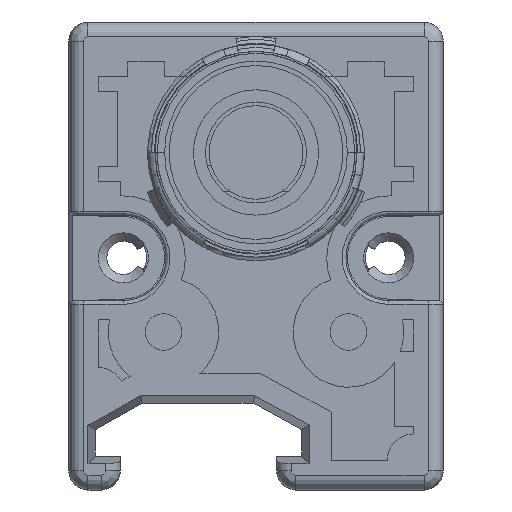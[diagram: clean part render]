
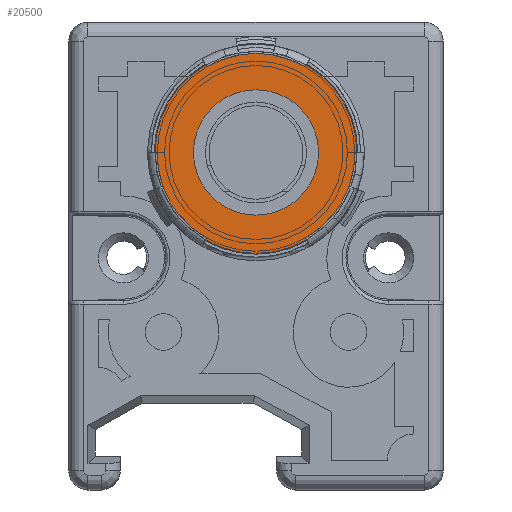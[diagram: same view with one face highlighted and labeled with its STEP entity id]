
A CAD part, front view. The second image highlights one B-rep face of the part: STEP entity #20500.
In plain terms, the highlighted planar face has unit normal (0, -1, 0).
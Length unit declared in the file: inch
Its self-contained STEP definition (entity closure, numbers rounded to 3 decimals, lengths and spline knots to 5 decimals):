
#5990=CARTESIAN_POINT('',(0.,-0.98425,0.90157));
#5991=DIRECTION('',(0.,-1.,0.));
#5992=DIRECTION('',(0.5,0.,-0.866));
#5993=AXIS2_PLACEMENT_3D('',#5990,#5991,#5992);
#6028=DIRECTION('',(-1.,0.,0.001));
#6029=VECTOR('',#6028,0.00492);
#6030=CARTESIAN_POINT('',(-0.26476,-0.98425,
0.90172));
#6031=LINE('',#6030,#6029);
#6032=CARTESIAN_POINT('',(0.,-0.98425,0.90157));
#6033=DIRECTION('',(0.,-1.,0.));
#6034=DIRECTION('',(-0.5,0.,0.866));
#6035=AXIS2_PLACEMENT_3D('',#6032,#6033,#6034);
#6037=DIRECTION('',(-0.501,0.,0.866));
#6038=VECTOR('',#6037,0.00492);
#6039=CARTESIAN_POINT('',(-0.13238,-0.98425,
1.13087));
#6040=LINE('',#6039,#6038);
#6041=DIRECTION('',(0.499,0.,0.866));
#6042=VECTOR('',#6041,0.00492);
#6043=CARTESIAN_POINT('',(0.13238,-0.98425,
1.13087));
#6044=LINE('',#6043,#6042);
#6045=CARTESIAN_POINT('',(0.,-0.98425,0.90157));
#6046=DIRECTION('',(0.,-1.,0.));
#6047=DIRECTION('',(1.,0.,0.));
#6048=AXIS2_PLACEMENT_3D('',#6045,#6046,#6047);
#6050=DIRECTION('',(1.,0.,0.));
#6051=VECTOR('',#6050,0.00492);
#6052=CARTESIAN_POINT('',(0.26476,-0.98425,
0.90157));
#6053=LINE('',#6052,#6051);
#6054=DIRECTION('',(0.501,0.,-0.866));
#6055=VECTOR('',#6054,0.00492);
#6056=CARTESIAN_POINT('',(0.13238,-0.98425,
0.67228));
#6057=LINE('',#6056,#6055);
#6058=CARTESIAN_POINT('',(0.,-0.98425,0.90157));
#6059=DIRECTION('',(0.,-1.,0.));
#6060=DIRECTION('',(-0.5,0.,-0.866));
#6061=AXIS2_PLACEMENT_3D('',#6058,#6059,#6060);
#6063=DIRECTION('',(-0.501,0.,-0.866));
#6064=VECTOR('',#6063,0.00492);
#6065=CARTESIAN_POINT('',(-0.13238,-0.98425,
0.67228));
#6066=LINE('',#6065,#6064);
#6067=CARTESIAN_POINT('',(0.,-0.98425,0.90157));
#6068=DIRECTION('',(0.,-1.,0.));
#6069=DIRECTION('',(-0.866,0.,0.5));
#6070=AXIS2_PLACEMENT_3D('',#6067,#6068,#6069);
#6072=CARTESIAN_POINT('',(0.,-0.98425,0.90157));
#6073=DIRECTION('',(0.,-1.,0.));
#6074=DIRECTION('',(0.866,0.,-0.5));
#6075=AXIS2_PLACEMENT_3D('',#6072,#6073,#6074);
#6077=CARTESIAN_POINT('',(0.,-0.98425,0.90157));
#6078=DIRECTION('',(0.,-1.,0.));
#6079=DIRECTION('',(-1.,0.,0.001));
#6080=AXIS2_PLACEMENT_3D('',#6077,#6078,#6079);
#7418=CARTESIAN_POINT('',(0.,-0.98425,0.90157));
#7419=DIRECTION('',(0.,-1.,0.));
#7420=DIRECTION('',(0.5,0.,0.866));
#7421=AXIS2_PLACEMENT_3D('',#7418,#7419,#7420);
#12051=CARTESIAN_POINT('',(0.13484,-0.98425,
1.13513));
#12053=VERTEX_POINT('',#12051);
#12055=CARTESIAN_POINT('',(0.13238,-0.98425,
0.67228));
#12056=CARTESIAN_POINT('',(0.13484,-0.98425,
0.66802));
#12057=VERTEX_POINT('',#12055);
#12058=VERTEX_POINT('',#12056);
#12063=CARTESIAN_POINT('',(0.26476,-0.98425,
0.90157));
#12064=CARTESIAN_POINT('',(0.26968,-0.98425,
0.90157));
#12065=VERTEX_POINT('',#12063);
#12066=VERTEX_POINT('',#12064);
#12079=CARTESIAN_POINT('',(-0.13484,-0.98425,
0.66802));
#12080=VERTEX_POINT('',#12079);
#12091=CARTESIAN_POINT('',(0.13238,-0.98425,
1.13087));
#12092=VERTEX_POINT('',#12091);
#12095=CARTESIAN_POINT('',(-0.13238,-0.98425,
1.13087));
#12096=CARTESIAN_POINT('',(-0.13484,-0.98425,
1.13513));
#12097=VERTEX_POINT('',#12095);
#12098=VERTEX_POINT('',#12096);
#12127=CARTESIAN_POINT('',(-0.14491,-0.98425,
0.98524));
#12128=CARTESIAN_POINT('',(0.14491,-0.98425,
0.81791));
#12129=VERTEX_POINT('',#12127);
#12130=VERTEX_POINT('',#12128);
#12143=CARTESIAN_POINT('',(-0.26476,-0.98425,
0.90172));
#12144=CARTESIAN_POINT('',(-0.26968,-0.98425,
0.90172));
#12145=VERTEX_POINT('',#12143);
#12146=VERTEX_POINT('',#12144);
#12151=CARTESIAN_POINT('',(-0.13238,-0.98425,
0.67228));
#12152=VERTEX_POINT('',#12151);
#20465=CARTESIAN_POINT('',(0.,-0.98425,0.90157));
#20466=DIRECTION('',(0.,-1.,0.));
#20467=DIRECTION('',(-0.5,0.,-0.866));
#20468=AXIS2_PLACEMENT_3D('',#20465,#20466,#20467);
#20469=PLANE('',#20468);
#20471=ORIENTED_EDGE('',*,*,#20470,.F.);
#20473=ORIENTED_EDGE('',*,*,#20472,.T.);
#20475=ORIENTED_EDGE('',*,*,#20474,.F.);
#20477=ORIENTED_EDGE('',*,*,#20476,.F.);
#20479=ORIENTED_EDGE('',*,*,#20478,.F.);
#20481=ORIENTED_EDGE('',*,*,#20480,.T.);
#20483=ORIENTED_EDGE('',*,*,#20482,.F.);
#20485=ORIENTED_EDGE('',*,*,#20484,.F.);
#20486=ORIENTED_EDGE('',*,*,#20395,.F.);
#20487=ORIENTED_EDGE('',*,*,#20455,.T.);
#20489=ORIENTED_EDGE('',*,*,#20488,.F.);
#20491=ORIENTED_EDGE('',*,*,#20490,.F.);
#20492=EDGE_LOOP('',(#20471,#20473,#20475,#20477,#20479,#20481,#20483,#20485,
#20486,#20487,#20489,#20491));
#20493=FACE_OUTER_BOUND('',#20492,.F.);
#20495=ORIENTED_EDGE('',*,*,#20494,.T.);
#20497=ORIENTED_EDGE('',*,*,#20496,.T.);
#20498=EDGE_LOOP('',(#20495,#20497));
#20499=FACE_BOUND('',#20498,.F.);
#20500=ADVANCED_FACE('',(#20493,#20499),#20469,.T.);
#5994=CIRCLE('',#5993,0.26476);
#6036=CIRCLE('',#6035,0.26969);
#6049=CIRCLE('',#6048,0.26969);
#6062=CIRCLE('',#6061,0.26969);
#6071=CIRCLE('',#6070,0.16732);
#6076=CIRCLE('',#6075,0.16732);
#6081=CIRCLE('',#6080,0.26476);
#7422=CIRCLE('',#7421,0.26476);
#20395=EDGE_CURVE('',#12057,#12065,#5994,.T.);
#20455=EDGE_CURVE('',#12057,#12058,#6057,.T.);
#20470=EDGE_CURVE('',#12145,#12152,#6081,.T.);
#20472=EDGE_CURVE('',#12145,#12146,#6031,.T.);
#20474=EDGE_CURVE('',#12098,#12146,#6036,.T.);
#20476=EDGE_CURVE('',#12097,#12098,#6040,.T.);
#20478=EDGE_CURVE('',#12092,#12097,#7422,.T.);
#20480=EDGE_CURVE('',#12092,#12053,#6044,.T.);
#20482=EDGE_CURVE('',#12066,#12053,#6049,.T.);
#20484=EDGE_CURVE('',#12065,#12066,#6053,.T.);
#20488=EDGE_CURVE('',#12080,#12058,#6062,.T.);
#20490=EDGE_CURVE('',#12152,#12080,#6066,.T.);
#20494=EDGE_CURVE('',#12129,#12130,#6071,.T.);
#20496=EDGE_CURVE('',#12130,#12129,#6076,.T.);
